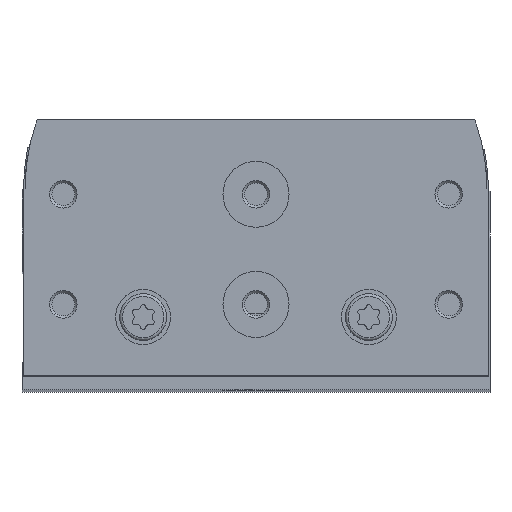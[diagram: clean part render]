
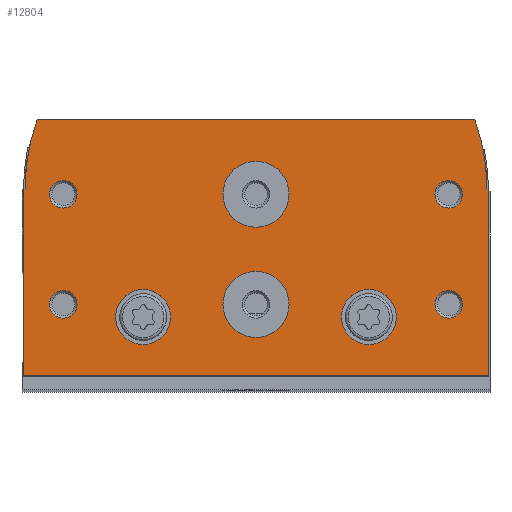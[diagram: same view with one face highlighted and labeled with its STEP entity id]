
A CAD part, top view. The second image highlights one B-rep face of the part: STEP entity #12804.
In plain terms, the highlighted planar face has unit normal (0, 0, 1).
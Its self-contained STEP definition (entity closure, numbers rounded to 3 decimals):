
#508=LINE('',#19951,#1264);
#513=LINE('',#19961,#1269);
#520=LINE('',#19978,#1276);
#526=LINE('',#19990,#1282);
#534=LINE('',#20011,#1290);
#535=LINE('',#20061,#1291);
#1264=VECTOR('',#16283,1000.);
#1269=VECTOR('',#16290,1000.);
#1276=VECTOR('',#16305,1000.);
#1282=VECTOR('',#16315,1000.);
#1290=VECTOR('',#16337,1000.);
#1291=VECTOR('',#16388,1000.);
#1737=PLANE('',#13836);
#3299=ORIENTED_EDGE('',*,*,#5735,.F.);
#3300=ORIENTED_EDGE('',*,*,#5736,.F.);
#3301=ORIENTED_EDGE('',*,*,#5737,.T.);
#3302=ORIENTED_EDGE('',*,*,#5738,.T.);
#3303=ORIENTED_EDGE('',*,*,#5739,.T.);
#3304=ORIENTED_EDGE('',*,*,#5740,.T.);
#3305=ORIENTED_EDGE('',*,*,#5741,.T.);
#3306=ORIENTED_EDGE('',*,*,#5742,.T.);
#3307=ORIENTED_EDGE('',*,*,#5697,.T.);
#3308=ORIENTED_EDGE('',*,*,#5691,.T.);
#3309=ORIENTED_EDGE('',*,*,#5709,.T.);
#3310=ORIENTED_EDGE('',*,*,#5677,.T.);
#3311=ORIENTED_EDGE('',*,*,#5682,.T.);
#3312=ORIENTED_EDGE('',*,*,#5686,.T.);
#3313=ORIENTED_EDGE('',*,*,#5734,.T.);
#3314=ORIENTED_EDGE('',*,*,#5703,.T.);
#5677=EDGE_CURVE('',#7034,#7033,#508,.T.);
#5682=EDGE_CURVE('',#7033,#7037,#513,.T.);
#5686=EDGE_CURVE('',#7037,#7039,#7890,.T.);
#5691=EDGE_CURVE('',#7041,#7043,#520,.T.);
#5697=EDGE_CURVE('',#7047,#7041,#526,.T.);
#5703=EDGE_CURVE('',#7052,#7047,#7892,.T.);
#5709=EDGE_CURVE('',#7043,#7034,#534,.T.);
#5734=EDGE_CURVE('',#7039,#7052,#535,.T.);
#5735=EDGE_CURVE('',#7078,#7078,#7919,.T.);
#5736=EDGE_CURVE('',#7079,#7079,#7920,.T.);
#5737=EDGE_CURVE('',#7080,#7080,#7921,.T.);
#5738=EDGE_CURVE('',#7081,#7081,#7922,.T.);
#5739=EDGE_CURVE('',#7082,#7082,#7923,.T.);
#5740=EDGE_CURVE('',#7083,#7083,#7924,.T.);
#5741=EDGE_CURVE('',#7084,#7084,#7925,.T.);
#5742=EDGE_CURVE('',#7085,#7085,#7926,.T.);
#7033=VERTEX_POINT('',#19950);
#7034=VERTEX_POINT('',#19952);
#7037=VERTEX_POINT('',#19960);
#7039=VERTEX_POINT('',#19967);
#7041=VERTEX_POINT('',#19972);
#7043=VERTEX_POINT('',#19977);
#7047=VERTEX_POINT('',#19988);
#7052=VERTEX_POINT('',#20003);
#7078=VERTEX_POINT('',#20064);
#7079=VERTEX_POINT('',#20066);
#7080=VERTEX_POINT('',#20068);
#7081=VERTEX_POINT('',#20070);
#7082=VERTEX_POINT('',#20072);
#7083=VERTEX_POINT('',#20074);
#7084=VERTEX_POINT('',#20076);
#7085=VERTEX_POINT('',#20078);
#7890=CIRCLE('',#13800,37.);
#7892=CIRCLE('',#13807,37.);
#7919=CIRCLE('',#13837,5.);
#7920=CIRCLE('',#13838,5.);
#7921=CIRCLE('',#13839,6.);
#7922=CIRCLE('',#13840,6.);
#7923=CIRCLE('',#13841,2.5);
#7924=CIRCLE('',#13842,2.5);
#7925=CIRCLE('',#13843,2.5);
#7926=CIRCLE('',#13844,2.5);
#8782=EDGE_LOOP('',(#3299));
#8783=EDGE_LOOP('',(#3300));
#8784=EDGE_LOOP('',(#3301));
#8785=EDGE_LOOP('',(#3302));
#8786=EDGE_LOOP('',(#3303));
#8787=EDGE_LOOP('',(#3304));
#8788=EDGE_LOOP('',(#3305));
#8789=EDGE_LOOP('',(#3306));
#8790=EDGE_LOOP('',(#3307,#3308,#3309,#3310,#3311,#3312,#3313,#3314));
#9736=FACE_BOUND('',#8782,.T.);
#9737=FACE_BOUND('',#8783,.T.);
#9738=FACE_BOUND('',#8784,.T.);
#9739=FACE_BOUND('',#8785,.T.);
#9740=FACE_BOUND('',#8786,.T.);
#9741=FACE_BOUND('',#8787,.T.);
#9742=FACE_BOUND('',#8788,.T.);
#9743=FACE_BOUND('',#8789,.T.);
#9744=FACE_BOUND('',#8790,.T.);
#12804=ADVANCED_FACE('',(#9736,#9737,#9738,#9739,#9740,#9741,#9742,#9743,
#9744),#1737,.T.);
#13800=AXIS2_PLACEMENT_3D('',#19968,#16297,#16298);
#13807=AXIS2_PLACEMENT_3D('',#20002,#16326,#16327);
#13836=AXIS2_PLACEMENT_3D('',#20062,#16389,#16390);
#13837=AXIS2_PLACEMENT_3D('',#20063,#16391,#16392);
#13838=AXIS2_PLACEMENT_3D('',#20065,#16393,#16394);
#13839=AXIS2_PLACEMENT_3D('',#20067,#16395,#16396);
#13840=AXIS2_PLACEMENT_3D('',#20069,#16397,#16398);
#13841=AXIS2_PLACEMENT_3D('',#20071,#16399,#16400);
#13842=AXIS2_PLACEMENT_3D('',#20073,#16401,#16402);
#13843=AXIS2_PLACEMENT_3D('',#20075,#16403,#16404);
#13844=AXIS2_PLACEMENT_3D('',#20077,#16405,#16406);
#16283=DIRECTION('',(0.,1.,0.));
#16290=DIRECTION('',(-0.866,0.5,0.));
#16297=DIRECTION('',(0.,0.,1.));
#16298=DIRECTION('',(1.,0.,0.));
#16305=DIRECTION('',(0.,-1.,0.));
#16315=DIRECTION('',(-0.866,-0.5,0.));
#16326=DIRECTION('',(0.,0.,1.));
#16327=DIRECTION('',(1.,0.,0.));
#16337=DIRECTION('',(1.,0.,0.));
#16388=DIRECTION('',(-1.,0.,0.));
#16389=DIRECTION('',(0.,0.,1.));
#16390=DIRECTION('',(1.,0.,0.));
#16391=DIRECTION('',(0.,0.,1.));
#16392=DIRECTION('',(1.,0.,0.));
#16393=DIRECTION('',(0.,0.,1.));
#16394=DIRECTION('',(1.,0.,0.));
#16395=DIRECTION('',(0.,0.,-1.));
#16396=DIRECTION('',(-1.,0.,0.));
#16397=DIRECTION('',(0.,0.,-1.));
#16398=DIRECTION('',(-1.,0.,0.));
#16399=DIRECTION('',(0.,0.,-1.));
#16400=DIRECTION('',(-1.,0.,0.));
#16401=DIRECTION('',(0.,0.,-1.));
#16402=DIRECTION('',(-1.,0.,0.));
#16403=DIRECTION('',(0.,0.,-1.));
#16404=DIRECTION('',(-1.,0.,0.));
#16405=DIRECTION('',(0.,0.,-1.));
#16406=DIRECTION('',(-1.,0.,0.));
#19950=CARTESIAN_POINT('',(42.25,33.827,0.));
#19951=CARTESIAN_POINT('',(42.25,0.,0.));
#19952=CARTESIAN_POINT('',(42.25,0.,0.));
#19960=CARTESIAN_POINT('',(41.95,34.,0.));
#19961=CARTESIAN_POINT('',(42.25,33.827,0.));
#19967=CARTESIAN_POINT('',(39.775,46.5,0.));
#19968=CARTESIAN_POINT('',(4.95,34.,0.));
#19972=CARTESIAN_POINT('',(-42.25,33.827,0.));
#19977=CARTESIAN_POINT('',(-42.25,0.,0.));
#19978=CARTESIAN_POINT('',(-42.25,33.827,0.));
#19988=CARTESIAN_POINT('',(-41.95,34.,0.));
#19990=CARTESIAN_POINT('',(-41.95,34.,0.));
#20002=CARTESIAN_POINT('',(-4.95,34.,0.));
#20003=CARTESIAN_POINT('',(-39.775,46.5,0.));
#20011=CARTESIAN_POINT('',(-42.25,0.,0.));
#20061=CARTESIAN_POINT('',(39.775,46.5,0.));
#20062=CARTESIAN_POINT('',(4.95,34.,0.));
#20063=CARTESIAN_POINT('',(-20.5,10.7,0.));
#20064=CARTESIAN_POINT('',(-15.5,10.7,0.));
#20065=CARTESIAN_POINT('',(20.5,10.7,0.));
#20066=CARTESIAN_POINT('',(25.5,10.7,0.));
#20067=CARTESIAN_POINT('',(0.,13.,0.));
#20068=CARTESIAN_POINT('',(-6.,13.,0.));
#20069=CARTESIAN_POINT('',(0.,33.,0.));
#20070=CARTESIAN_POINT('',(-6.,33.,0.));
#20071=CARTESIAN_POINT('',(35.,13.,0.));
#20072=CARTESIAN_POINT('',(32.5,13.,0.));
#20073=CARTESIAN_POINT('',(-35.,13.,0.));
#20074=CARTESIAN_POINT('',(-37.5,13.,0.));
#20075=CARTESIAN_POINT('',(-35.,33.,0.));
#20076=CARTESIAN_POINT('',(-37.5,33.,0.));
#20077=CARTESIAN_POINT('',(35.,33.,0.));
#20078=CARTESIAN_POINT('',(32.5,33.,0.));
